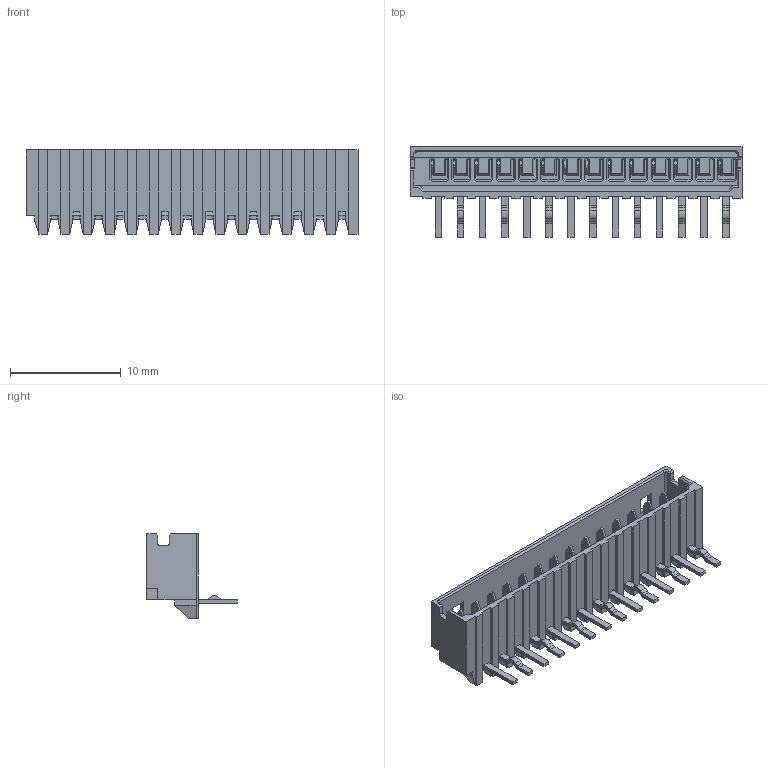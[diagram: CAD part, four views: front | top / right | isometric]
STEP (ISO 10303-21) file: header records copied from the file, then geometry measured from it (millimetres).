
FILE_DESCRIPTION((''),'2;1');
FILE_NAME('530151410','2016-09-27T',('rlalsangi'),(''),'PRO/ENGINEER BY PARAMETRIC TECHNOLOGY CORPORATION, 2012310','PRO/ENGINEER BY PARAMETRIC TECHNOLOGY CORPORATION, 2012310','');
FILE_SCHEMA(('CONFIG_CONTROL_DESIGN'));
Length unit declared in the file: millimetre
Products named in the file (1): 530151410
Bounding box: 30 x 8.15 x 7.6 mm (x, y, z)
Volume: 428.8 mm3; surface area: 1442.6 mm2
Topology: 15 solids, 15 shells, 813 faces, 2088 edges, 1305 vertices
Faces by surface type: plane 756, cylinder 55, cone 2
Entity records: 23871 total; most frequent: CARTESIAN_POINT 4172, ORIENTED_EDGE 4106, DIRECTION 3856, EDGE_CURVE 2053, VECTOR 1948, LINE 1948, VERTEX_POINT 1270, AXIS2_PLACEMENT_3D 954
